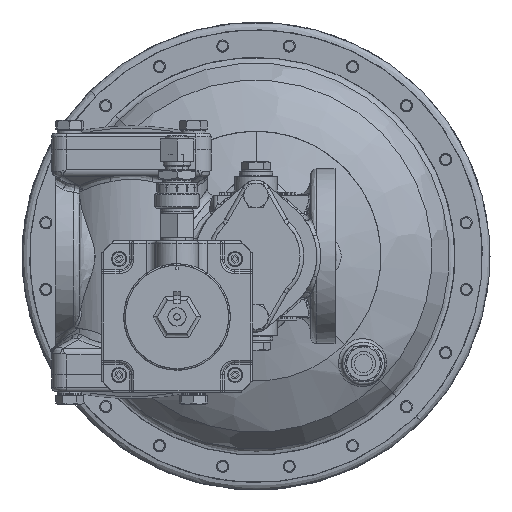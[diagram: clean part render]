
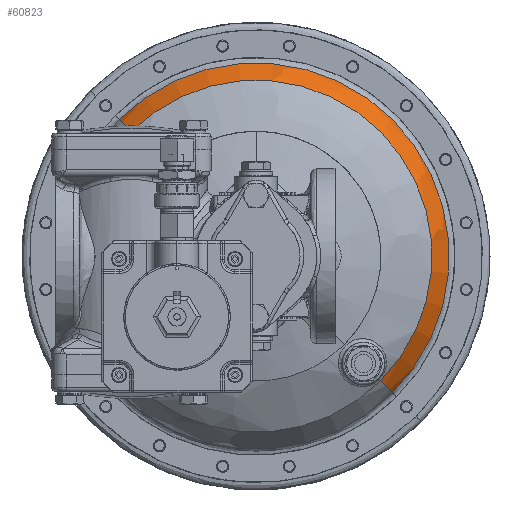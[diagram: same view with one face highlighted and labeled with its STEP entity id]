
A CAD part, front view. The second image highlights one B-rep face of the part: STEP entity #60823.
In plain terms, the highlighted free-form (B-spline) face has degree [3, 3] with [4, 4] control points.
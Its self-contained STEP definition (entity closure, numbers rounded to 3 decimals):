
#190 = CARTESIAN_POINT ( 'NONE',  ( -38.928, 119.65, 81.915 ) ) ;
#851 = DIRECTION ( 'NONE',  ( -0.707, 0., 0.707 ) ) ;
#938 = CARTESIAN_POINT ( 'NONE',  ( 307.771, 129.732, 88.261 ) ) ;
#3322 = VERTEX_POINT ( 'NONE', #6513 ) ;
#4745 = AXIS2_PLACEMENT_3D ( 'NONE', #213717, #111423, #9220 ) ;
#6513 = CARTESIAN_POINT ( 'NONE',  ( 124.903, 119.65, -81.915 ) ) ;
#9220 = DIRECTION ( 'NONE',  ( -0.707, 0., 0.707 ) ) ;
#10882 = CIRCLE ( 'NONE', #4745, 127.145 ) ;
#12042 = VERTEX_POINT ( 'NONE', #201120 ) ;
#17390 = CARTESIAN_POINT ( 'NONE',  ( -46.917, 136.126, 89.905 ) ) ;
#18112 = CARTESIAN_POINT ( 'NONE',  ( -42.553, 124.122, 85.54 ) ) ;
#20043 = ORIENTED_EDGE ( 'NONE', *, *, #116022, .T. ) ;
#30434 = FACE_OUTER_BOUND ( 'NONE', #185401, .T. ) ;
#33400 = DIRECTION ( 'NONE',  ( 0.707, 0., 0.707 ) ) ;
#34547 = CARTESIAN_POINT ( 'NONE',  ( 132.893, 136.126, 269.714 ) ) ;
#35299 = CARTESIAN_POINT ( 'NONE',  ( 299.609, 124.122, 85.54 ) ) ;
#50588 = CARTESIAN_POINT ( 'NONE',  ( 132.893, 136.126, -89.905 ) ) ;
#52444 = CARTESIAN_POINT ( 'NONE',  ( -38.928, 119.65, 81.915 ) ) ;
#60795 = VERTEX_POINT ( 'NONE', #190 ) ;
#60823 = ADVANCED_FACE ( 'NONE', ( #30434 ), #123310, .T. ) ;
#68468 = CIRCLE ( 'NONE', #175085, 40. ) ;
#69612 = CARTESIAN_POINT ( 'NONE',  ( 288.734, 119.65, 81.915 ) ) ;
#86005 = CARTESIAN_POINT ( 'NONE',  ( 132.893, 136.126, -89.905 ) ) ;
#95048 = DIRECTION ( 'NONE',  ( 0., 1., 0. ) ) ;
#103023 = DIRECTION ( 'NONE',  ( 0.707, 0., 0.707 ) ) ;
#103117 = CARTESIAN_POINT ( 'NONE',  ( 131.249, 129.732, 264.783 ) ) ;
#106182 = EDGE_CURVE ( 'NONE', #12042, #60795, #125339, .T. ) ;
#110581 = ORIENTED_EDGE ( 'NONE', *, *, #106182, .T. ) ;
#111423 = DIRECTION ( 'NONE',  ( 0., -1., 0. ) ) ;
#116022 = EDGE_CURVE ( 'NONE', #220176, #12042, #10882, .T. ) ;
#120355 = CARTESIAN_POINT ( 'NONE',  ( 131.249, 129.732, -88.261 ) ) ;
#123310 =( BOUNDED_SURFACE ( )  B_SPLINE_SURFACE ( 3, 3, ( 
 ( #17390, #34547, #188250, #86005 ),
 ( #205353, #103117, #938, #120355 ),
 ( #18112, #137535, #35299, #154679 ),
 ( #52444, #171856, #69612, #188948 ) ),
 .UNSPECIFIED., .F., .F., .F. ) 
 B_SPLINE_SURFACE_WITH_KNOTS ( ( 4, 4 ),
 ( 4, 4 ),
 ( 0., 1. ),
 ( 0., 1. ),
 .UNSPECIFIED. ) 
 GEOMETRIC_REPRESENTATION_ITEM ( )  RATIONAL_B_SPLINE_SURFACE ( (
 ( 1., 0.333, 0.333, 1.),
 ( 0.979, 0.326, 0.326, 0.979),
 ( 0.979, 0.326, 0.326, 0.979),
 ( 1., 0.333, 0.333, 1.) ) ) 
 REPRESENTATION_ITEM ( '' )  SURFACE ( )  );
#125339 = CIRCLE ( 'NONE', #174097, 40. ) ;
#135627 = CARTESIAN_POINT ( 'NONE',  ( 106.311, 149.794, -63.323 ) ) ;
#137535 = CARTESIAN_POINT ( 'NONE',  ( 128.528, 124.122, 256.621 ) ) ;
#152795 = DIRECTION ( 'NONE',  ( 0.707, 0., -0.707 ) ) ;
#154679 = CARTESIAN_POINT ( 'NONE',  ( 128.528, 124.122, -85.54 ) ) ;
#157933 = EDGE_CURVE ( 'NONE', #3322, #220176, #68468, .T. ) ;
#171116 = EDGE_CURVE ( 'NONE', #60795, #3322, #216790, .T. ) ;
#171856 = CARTESIAN_POINT ( 'NONE',  ( 124.903, 119.65, 245.746 ) ) ;
#173501 = AXIS2_PLACEMENT_3D ( 'NONE', #197275, #95048, #214515 ) ;
#174097 = AXIS2_PLACEMENT_3D ( 'NONE', #205265, #103023, #851 ) ;
#175085 = AXIS2_PLACEMENT_3D ( 'NONE', #135627, #33400, #152795 ) ;
#184942 = ORIENTED_EDGE ( 'NONE', *, *, #171116, .T. ) ;
#185401 = EDGE_LOOP ( 'NONE', ( #20043, #110581, #184942, #213573 ) ) ;
#188250 = CARTESIAN_POINT ( 'NONE',  ( 312.702, 136.126, 89.905 ) ) ;
#188948 = CARTESIAN_POINT ( 'NONE',  ( 124.903, 119.65, -81.915 ) ) ;
#197275 = CARTESIAN_POINT ( 'NONE',  ( 42.988, 119.65, 0. ) ) ;
#201120 = CARTESIAN_POINT ( 'NONE',  ( -46.917, 136.126, 89.905 ) ) ;
#205265 = CARTESIAN_POINT ( 'NONE',  ( -20.335, 149.794, 63.323 ) ) ;
#205353 = CARTESIAN_POINT ( 'NONE',  ( -45.273, 129.732, 88.261 ) ) ;
#213573 = ORIENTED_EDGE ( 'NONE', *, *, #157933, .T. ) ;
#213717 = CARTESIAN_POINT ( 'NONE',  ( 42.988, 136.126, 0. ) ) ;
#214515 = DIRECTION ( 'NONE',  ( -0.707, 0., 0.707 ) ) ;
#216790 = CIRCLE ( 'NONE', #173501, 115.846 ) ;
#220176 = VERTEX_POINT ( 'NONE', #50588 ) ;
